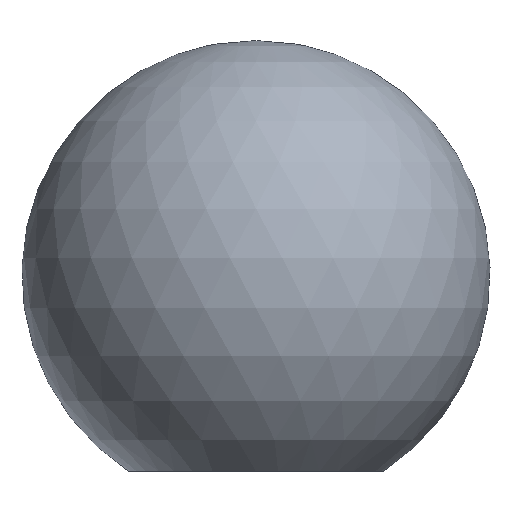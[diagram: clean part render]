
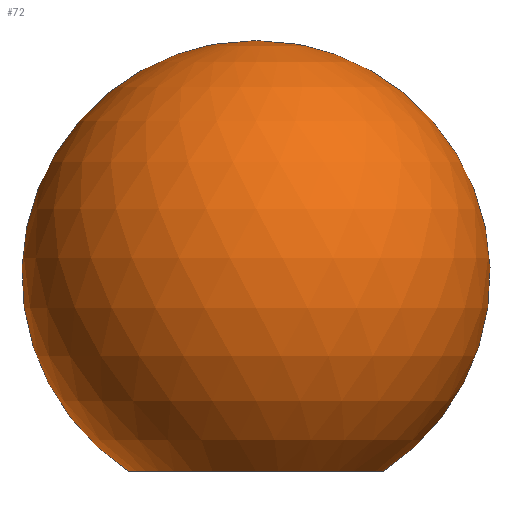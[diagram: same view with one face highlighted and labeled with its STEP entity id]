
A CAD part, front view. The second image highlights one B-rep face of the part: STEP entity #72.
In plain terms, the highlighted spherical face has radius 25 mm.
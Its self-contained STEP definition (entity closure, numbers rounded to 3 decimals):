
#60=EDGE_CURVE('',#92,#64,#148,.T.);
#64=VERTEX_POINT('',#154);
#72=ADVANCED_FACE('',(#164),#165,.T.);
#88=VERTEX_POINT('',#181);
#92=VERTEX_POINT('',#186);
#112=EDGE_CURVE('',#88,#64,#207,.T.);
#124=EDGE_CURVE('',#92,#88,#221,.T.);
#148=CIRCLE('',#237,13.565);
#154=CARTESIAN_POINT('',(-13.565,0.,0.));
#164=FACE_OUTER_BOUND('',#254,.T.);
#165=SPHERICAL_SURFACE('',#255,25.0);
#181=CARTESIAN_POINT('',(0.,0.,46.));
#186=CARTESIAN_POINT('',(13.565,0.,0.));
#207=CIRCLE('',#312,25.0);
#221=CIRCLE('',#329,25.0);
#237=AXIS2_PLACEMENT_3D('',#339,#340,#341);
#254=EDGE_LOOP('',(#369,#370,#371));
#255=AXIS2_PLACEMENT_3D('',#372,#373,#374);
#312=AXIS2_PLACEMENT_3D('',#407,#408,#409);
#329=AXIS2_PLACEMENT_3D('',#431,#432,#433);
#339=CARTESIAN_POINT('',(0.,0.,0.));
#340=DIRECTION('',(0.0,0.0,-1.0));
#341=DIRECTION('',(1.0,0.,0.0));
#369=ORIENTED_EDGE('',*,*,#112,.T.);
#370=ORIENTED_EDGE('',*,*,#60,.F.);
#371=ORIENTED_EDGE('',*,*,#124,.T.);
#372=CARTESIAN_POINT('',(0.,0.,21.0));
#373=DIRECTION('',(0.0,0.0,-1.0));
#374=DIRECTION('',(-1.0,0.0,0.0));
#407=CARTESIAN_POINT('',(0.,0.,21.0));
#408=DIRECTION('',(0.,-1.0,0.0));
#409=DIRECTION('',(0.0,0.0,1.0));
#431=CARTESIAN_POINT('',(0.,0.,21.0));
#432=DIRECTION('',(0.,-1.0,0.0));
#433=DIRECTION('',(0.0,0.0,1.0));
